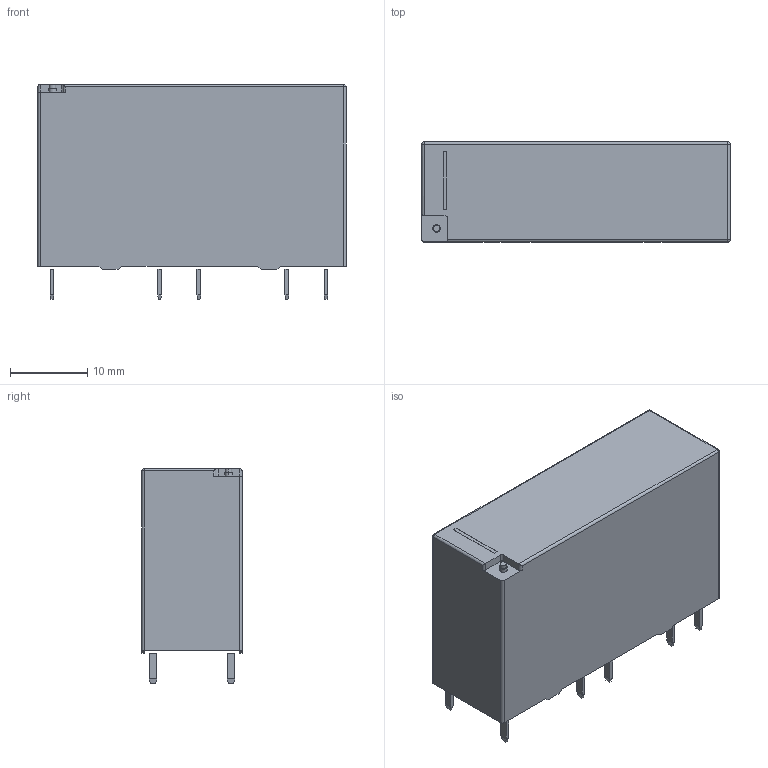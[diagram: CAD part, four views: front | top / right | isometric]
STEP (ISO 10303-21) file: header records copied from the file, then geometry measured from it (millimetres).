
FILE_DESCRIPTION((''),'2;1');
FILE_NAME('REL_PANASONIC_SFS3.stp','2015-06-26T15:03:41',(''),(''),'Mechanical Desktop 2011','Mechanical Desktop 2011',', , ');
FILE_SCHEMA(('AUTOMOTIVE_DESIGN { 1 2 10303 214 1 1 1 1 }'));
Length unit declared in the file: millimetre
Products named in the file (1): Product
Bounding box: 40 x 13 x 27.9 mm (x, y, z)
Volume: 12277.5 mm3; surface area: 3659.3 mm2
Topology: 12 solids, 12 shells, 156 faces, 336 edges, 207 vertices
Faces by surface type: plane 127, cylinder 15, bspline 11, sphere 3
Entity records: 4148 total; most frequent: CARTESIAN_POINT 733, ORIENTED_EDGE 672, DIRECTION 656, EDGE_CURVE 336, VECTOR 308, LINE 308, VERTEX_POINT 207, AXIS2_PLACEMENT_3D 174
